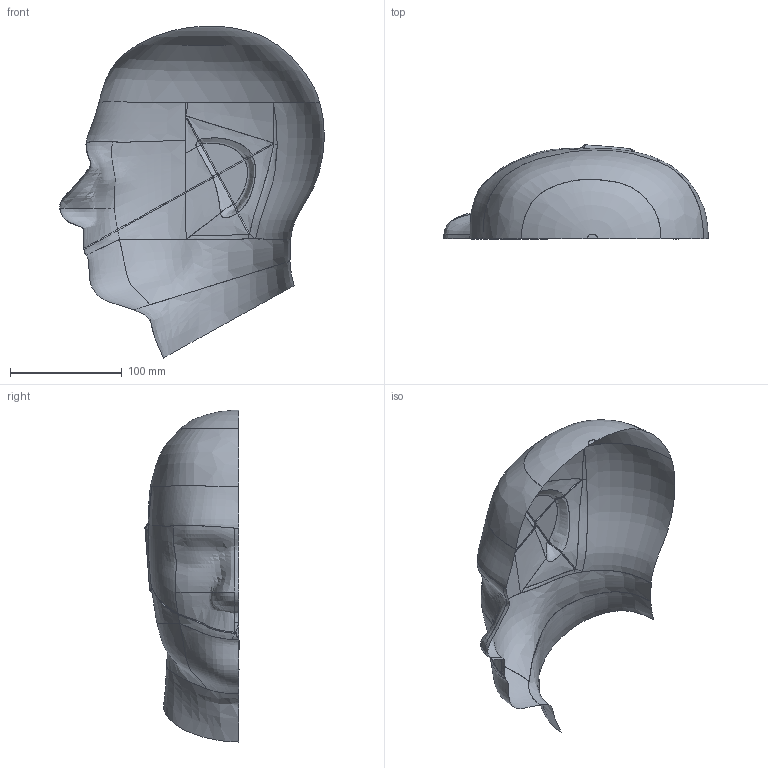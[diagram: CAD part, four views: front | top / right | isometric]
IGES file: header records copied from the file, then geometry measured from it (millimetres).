
Global section: file name: sam_rt_out_6_11.igs; native system: Unigraphics Version 17.0; preprocessor: UG/IGES Version 16.0; date: 010611.114646; units: inch
Bounding box: 236.88 x 84.12 x 297.04 mm (x, y, z)
Surface area: 79344.1 mm2 (no closed solid volume)
Topology: 0 solids, 0 shells, 54 faces, 230 edges, 216 vertices
Faces by surface type: bspline 52, extrusion 2
